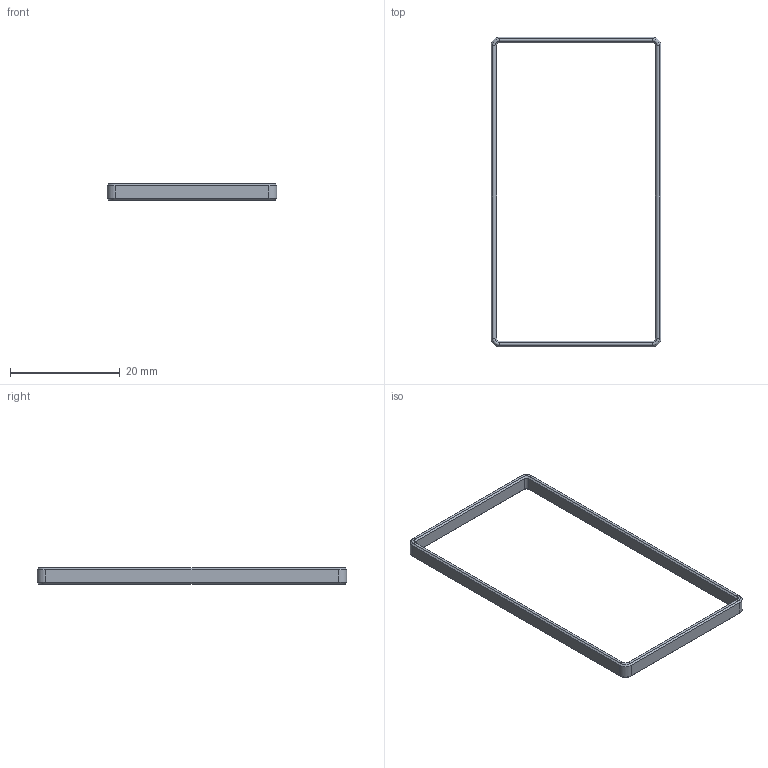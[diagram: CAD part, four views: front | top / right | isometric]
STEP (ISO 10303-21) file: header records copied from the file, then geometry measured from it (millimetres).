
FILE_DESCRIPTION(('Creo Elements/Direct Modeling STEP Export'),'2;1');
FILE_NAME('model.stp','2020-11-03T10:18:37',(''),(''),'Creo Elements/Direct Modeling STEP processor for AP214 (Solid Model)','Creo Elements/Direct Modeling 20.1A 29-Sep-2018 (C) Parametric Technology GmbH','');
FILE_SCHEMA(('AUTOMOTIVE_DESIGN { 1 0 10303 214 1 1 1 1 }'));
Length unit declared in the file: millimetre
Products named in the file (2): VC-T1-PR-D1
Assembly tree (1 placements, depth 2):
  VC-T1-PR-D1
    VC-T1-PR-D1
Bounding box: 31 x 56.5 x 3.1 mm (x, y, z)
Volume: 475.5 mm3; surface area: 1230 mm2
Topology: 1 solids, 1 shells, 64 faces, 128 edges, 64 vertices
Faces by surface type: plane 24, cone 16, cylinder 16, torus 8
Entity records: 2149 total; most frequent: DIRECTION 308, CARTESIAN_POINT 258, ORIENTED_EDGE 256, EDGE_CURVE 128, AXIS2_PLACEMENT_3D 114, VECTOR 80, LINE 80, COLOUR_RGB 65
